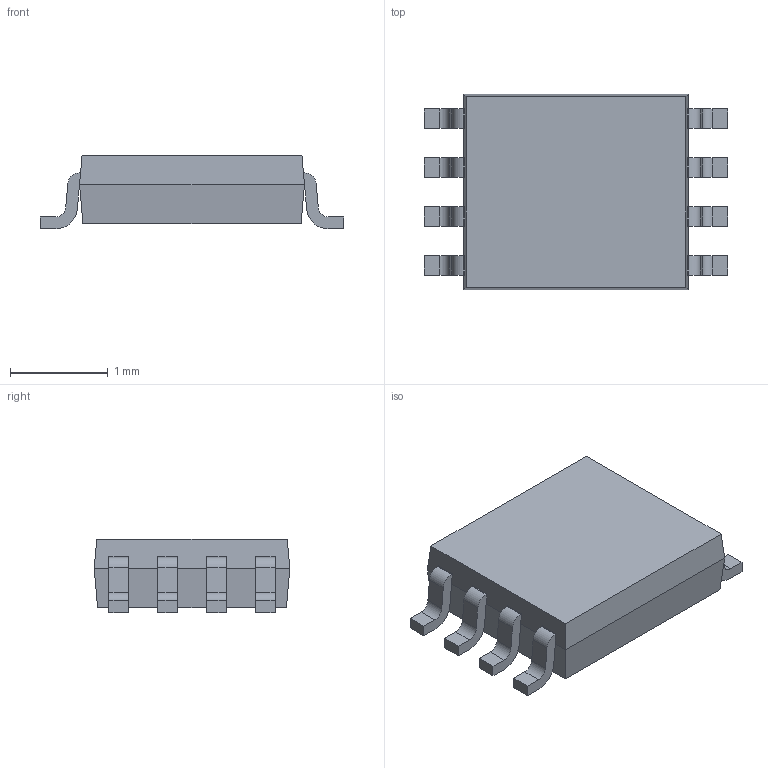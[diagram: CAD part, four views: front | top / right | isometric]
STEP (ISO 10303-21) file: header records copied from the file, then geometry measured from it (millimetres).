
FILE_DESCRIPTION(('STEP AP214'),'1');
FILE_NAME('US8.stp','2019-02-04T22:54:48',(' '),(' '),'Spatial InterOp 3D',' ',' ');
FILE_SCHEMA(('AUTOMOTIVE_DESIGN { 1 0 10303 214 1 1 1 1 }'));
Length unit declared in the file: metre
Products named in the file (10): US8; Component1; Component2; Component3; Component4; Component5; Component6; Component7; Component8; Component9
Assembly tree (9 placements, depth 2):
  US8
    Component1
    Component2
    Component3
    Component4
    Component5
    Component6
    Component7
    Component8
    Component9
Bounding box: 3.1 x 2 x 0.75 mm (x, y, z)
Volume: 3.3 mm3; surface area: 18.8 mm2
Topology: 9 solids, 9 shells, 98 faces, 236 edges, 156 vertices
Faces by surface type: plane 74, cylinder 24
Entity records: 3905 total; most frequent: CARTESIAN_POINT 500, DIRECTION 500, ORIENTED_EDGE 472, EDGE_CURVE 236, LINE 188, VECTOR 188, AXIS2_PLACEMENT_3D 156, VERTEX_POINT 156
